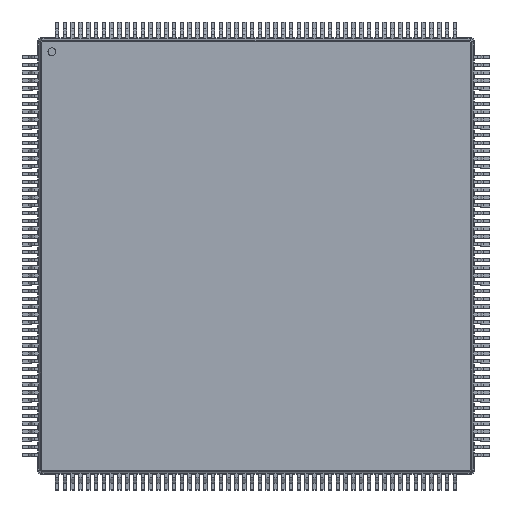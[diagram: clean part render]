
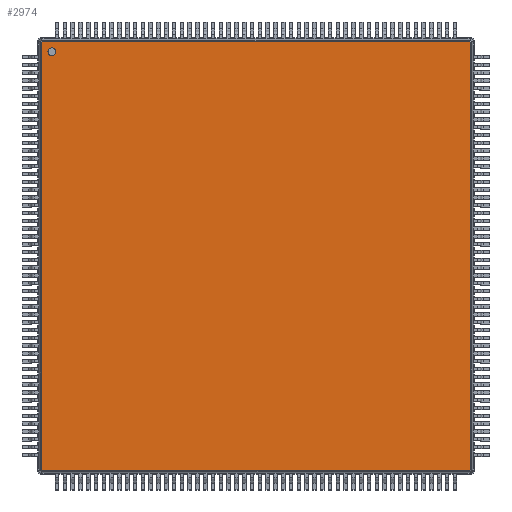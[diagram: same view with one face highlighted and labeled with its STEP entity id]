
A CAD part, top view. The second image highlights one B-rep face of the part: STEP entity #2974.
In plain terms, the highlighted planar face has unit normal (0, 0, 1).
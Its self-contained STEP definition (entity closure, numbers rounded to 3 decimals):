
#13=DIRECTION('',(0.,0.,1.));
#43=CARTESIAN_POINT('',(-13.718,13.787,1.5));
#497=VERTEX_POINT('',#498);
#498=CARTESIAN_POINT('',(-13.702,13.746,1.5));
#515=EDGE_CURVE('',#497,#516,#518,.T.);
#516=VERTEX_POINT('',#517);
#517=CARTESIAN_POINT('',(13.702,13.746,1.5));
#518=B_SPLINE_CURVE_WITH_KNOTS('',2,(#519,#520,#521,#522,#523),.UNSPECIFIED.,.F.,.F.,(3,1,1,3),(-1.384,-0.04,27.477,28.821),.UNSPECIFIED.);
#519=CARTESIAN_POINT('',(-15.102,13.746,1.5));
#520=CARTESIAN_POINT('',(-14.431,13.746,1.5));
#521=CARTESIAN_POINT('',(0.,13.746,1.5));
#522=CARTESIAN_POINT('',(14.431,13.746,1.5));
#523=CARTESIAN_POINT('',(15.102,13.746,1.5));
#2430=DIRECTION('',(0.,-1.,0.));
#2905=EDGE_CURVE('',#516,#2906,#2908,.T.);
#2906=VERTEX_POINT('',#2907);
#2907=CARTESIAN_POINT('',(13.746,13.702,1.5));
#2908=B_SPLINE_CURVE_WITH_KNOTS('',2,(#2909,#2910,#2911,#2912,#2913),.UNSPECIFIED.,.F.,.F.,(3,1,1,3),(-0.547,-0.04,0.137,0.643),.UNSPECIFIED.);
#2909=CARTESIAN_POINT('',(13.304,14.145,1.5));
#2910=CARTESIAN_POINT('',(13.483,13.966,1.5));
#2911=CARTESIAN_POINT('',(13.724,13.724,1.5));
#2912=CARTESIAN_POINT('',(13.966,13.483,1.5));
#2913=CARTESIAN_POINT('',(14.145,13.304,1.5));
#2942=VERTEX_POINT('',#2943);
#2943=CARTESIAN_POINT('',(-13.746,13.702,1.5));
#2960=EDGE_CURVE('',#2942,#497,#2961,.T.);
#2961=B_SPLINE_CURVE_WITH_KNOTS('',2,(#2962,#2963,#2964,#2965,#2966),.UNSPECIFIED.,.F.,.F.,(3,1,1,3),(-0.547,-0.04,0.137,0.643),.UNSPECIFIED.);
#2962=CARTESIAN_POINT('',(-14.145,13.304,1.5));
#2963=CARTESIAN_POINT('',(-13.966,13.483,1.5));
#2964=CARTESIAN_POINT('',(-13.724,13.724,1.5));
#2965=CARTESIAN_POINT('',(-13.483,13.966,1.5));
#2966=CARTESIAN_POINT('',(-13.304,14.145,1.5));
#2974=ADVANCED_FACE('',(#2975,#3028),#3038,.T.);
#2975=FACE_BOUND('',#2976,.T.);
#2976=EDGE_LOOP('',(#2977,#2978,#2979,#2989,#2999,#3009,#3019,#3027));
#2977=ORIENTED_EDGE('',*,*,#515,.F.);
#2978=ORIENTED_EDGE('',*,*,#2960,.F.);
#2979=ORIENTED_EDGE('',*,*,#2980,.F.);
#2980=EDGE_CURVE('',#2981,#2942,#2983,.T.);
#2981=VERTEX_POINT('',#2982);
#2982=CARTESIAN_POINT('',(-13.746,-13.702,1.5));
#2983=B_SPLINE_CURVE_WITH_KNOTS('',2,(#2984,#2985,#2986,#2987,#2988),.UNSPECIFIED.,.F.,.F.,(3,1,1,3),(-1.384,-0.04,27.477,28.821),.UNSPECIFIED.);
#2984=CARTESIAN_POINT('',(-13.746,-15.102,1.5));
#2985=CARTESIAN_POINT('',(-13.746,-14.431,1.5));
#2986=CARTESIAN_POINT('',(-13.746,0.,1.5));
#2987=CARTESIAN_POINT('',(-13.746,14.431,1.5));
#2988=CARTESIAN_POINT('',(-13.746,15.102,1.5));
#2989=ORIENTED_EDGE('',*,*,#2990,.F.);
#2990=EDGE_CURVE('',#2991,#2981,#2993,.T.);
#2991=VERTEX_POINT('',#2992);
#2992=CARTESIAN_POINT('',(-13.702,-13.746,1.5));
#2993=B_SPLINE_CURVE_WITH_KNOTS('',2,(#2994,#2995,#2996,#2997,#2998),.UNSPECIFIED.,.F.,.F.,(3,1,1,3),(-0.547,-0.04,0.137,0.643),.UNSPECIFIED.);
#2994=CARTESIAN_POINT('',(-13.304,-14.145,1.5));
#2995=CARTESIAN_POINT('',(-13.483,-13.966,1.5));
#2996=CARTESIAN_POINT('',(-13.724,-13.724,1.5));
#2997=CARTESIAN_POINT('',(-13.966,-13.483,1.5));
#2998=CARTESIAN_POINT('',(-14.145,-13.304,1.5));
#2999=ORIENTED_EDGE('',*,*,#3000,.F.);
#3000=EDGE_CURVE('',#3001,#2991,#3003,.T.);
#3001=VERTEX_POINT('',#3002);
#3002=CARTESIAN_POINT('',(13.702,-13.746,1.5));
#3003=B_SPLINE_CURVE_WITH_KNOTS('',2,(#3004,#3005,#3006,#3007,#3008),.UNSPECIFIED.,.F.,.F.,(3,1,1,3),(-1.384,-0.04,27.477,28.821),.UNSPECIFIED.);
#3004=CARTESIAN_POINT('',(15.102,-13.746,1.5));
#3005=CARTESIAN_POINT('',(14.431,-13.746,1.5));
#3006=CARTESIAN_POINT('',(0.,-13.746,1.5));
#3007=CARTESIAN_POINT('',(-14.431,-13.746,1.5));
#3008=CARTESIAN_POINT('',(-15.102,-13.746,1.5));
#3009=ORIENTED_EDGE('',*,*,#3010,.F.);
#3010=EDGE_CURVE('',#3011,#3001,#3013,.T.);
#3011=VERTEX_POINT('',#3012);
#3012=CARTESIAN_POINT('',(13.746,-13.702,1.5));
#3013=B_SPLINE_CURVE_WITH_KNOTS('',2,(#3014,#3015,#3016,#3017,#3018),.UNSPECIFIED.,.F.,.F.,(3,1,1,3),(-0.547,-0.04,0.137,0.643),.UNSPECIFIED.);
#3014=CARTESIAN_POINT('',(14.145,-13.304,1.5));
#3015=CARTESIAN_POINT('',(13.966,-13.483,1.5));
#3016=CARTESIAN_POINT('',(13.724,-13.724,1.5));
#3017=CARTESIAN_POINT('',(13.483,-13.966,1.5));
#3018=CARTESIAN_POINT('',(13.304,-14.145,1.5));
#3019=ORIENTED_EDGE('',*,*,#3020,.F.);
#3020=EDGE_CURVE('',#2906,#3011,#3021,.T.);
#3021=B_SPLINE_CURVE_WITH_KNOTS('',2,(#3022,#3023,#3024,#3025,#3026),.UNSPECIFIED.,.F.,.F.,(3,1,1,3),(-1.384,-0.04,27.477,28.821),.UNSPECIFIED.);
#3022=CARTESIAN_POINT('',(13.746,15.102,1.5));
#3023=CARTESIAN_POINT('',(13.746,14.431,1.5));
#3024=CARTESIAN_POINT('',(13.746,0.,1.5));
#3025=CARTESIAN_POINT('',(13.746,-14.431,1.5));
#3026=CARTESIAN_POINT('',(13.746,-15.102,1.5));
#3027=ORIENTED_EDGE('',*,*,#2905,.F.);
#3028=FACE_BOUND('',#3029,.T.);
#3029=EDGE_LOOP('',(#3030));
#3030=ORIENTED_EDGE('',*,*,#3031,.T.);
#3031=EDGE_CURVE('',#3032,#3032,#3034,.T.);
#3032=VERTEX_POINT('',#3033);
#3033=CARTESIAN_POINT('',(-13.087,12.837,1.5));
#3034=CIRCLE('',#3035,0.25);
#3035=AXIS2_PLACEMENT_3D('',#3036,#3037,#2430);
#3036=CARTESIAN_POINT('',(-13.087,13.087,1.5));
#3037=DIRECTION('',(0.,-0.,-1.));
#3038=PLANE('',#3039);
#3039=AXIS2_PLACEMENT_3D('',#43,#13,#3040);
#3040=DIRECTION('',(0.705,-0.709,0.));
